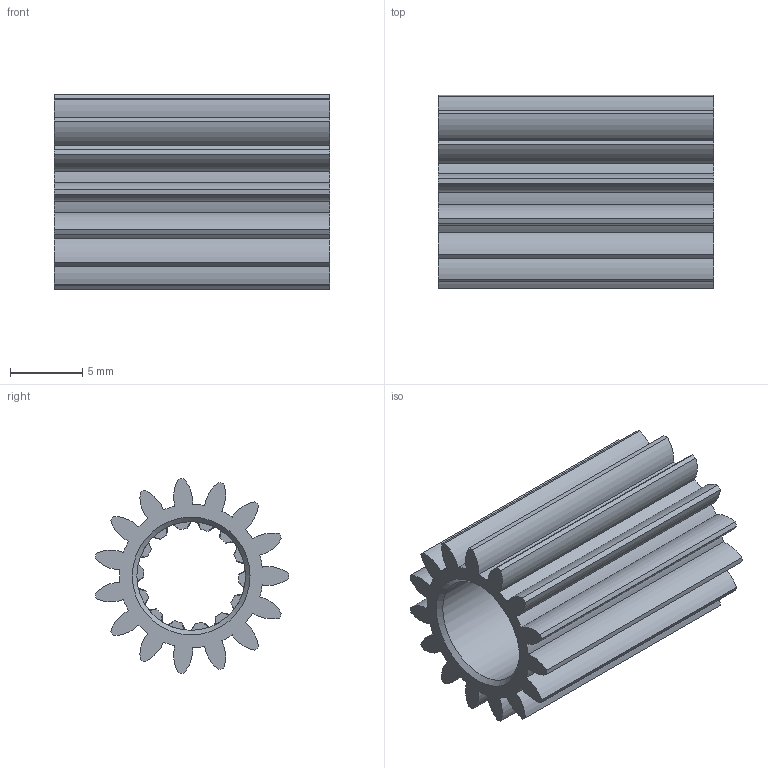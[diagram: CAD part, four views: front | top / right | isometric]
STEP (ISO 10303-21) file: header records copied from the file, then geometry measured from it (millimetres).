
FILE_DESCRIPTION (( 'STEP AP214' ), '1' );
FILE_NAME ('am-4148a 15T 32DP Gear Spline Bore Falcon 500 Pinion with Counterbore.STEP', '2019-12-02T23:24:32', ( '' ), ( '' ), 'SwSTEP 2.0', 'SolidWorks 2019', '' );
FILE_SCHEMA (( 'AUTOMOTIVE_DESIGN' ));
Length unit declared in the file: inch
Products named in the file (1): am-4148a 15T 32DP Gear Spline Bore Falcon 500 Pinion with Counterbore
Bounding box: 19.05 x 13.38 x 13.45 mm (x, y, z)
Volume: 1231.8 mm3; surface area: 2132 mm2
Topology: 1 solids, 1 shells, 121 faces, 329 edges, 210 vertices
Faces by surface type: cylinder 75, plane 30, bspline 14, cone 2
Full cylindrical faces by diameter (mm): 7.5 x1
Entity records: 5420 total; most frequent: CARTESIAN_POINT 2346, DIRECTION 662, ORIENTED_EDGE 646, EDGE_CURVE 323, AXIS2_PLACEMENT_3D 287, VERTEX_POINT 207, CIRCLE 179, EDGE_LOOP 126
